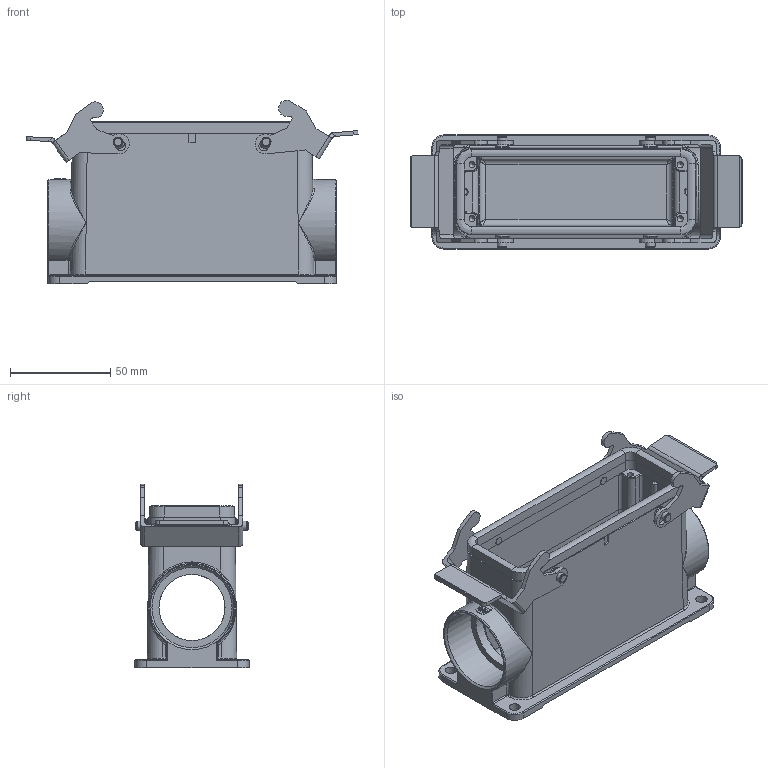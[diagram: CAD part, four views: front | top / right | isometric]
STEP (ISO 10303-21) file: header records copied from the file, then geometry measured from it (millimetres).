
FILE_DESCRIPTION((''),'2;1');
FILE_NAME('04300240278.stp','2020-07-07T15:52:11',('e.eickhoff'),(''),'Autodesk Inventor 2012','Autodesk Inventor 2012','');
FILE_SCHEMA(('AUTOMOTIVE_DESIGN { 1 0 10303 214 1 1 1 1 }'));
Length unit declared in the file: millimetre
Products named in the file (3): 04300240278; Metallbügel Quer
Assembly tree (3 placements, depth 2):
  04300240278
    04300240278
    Metallbügel Quer  x2
Bounding box: 165.81 x 57 x 91.5 mm (x, y, z)
Volume: 150903.9 mm3; surface area: 78500.1 mm2
Topology: 3 solids, 3 shells, 509 faces, 1323 edges, 831 vertices
Faces by surface type: plane 228, cylinder 181, bspline 48, torus 30, cone 18, sphere 4
Full cylindrical faces by diameter (mm): 0.66 x1, 0.78 x1, 3 x4, 4 x4, 4.8 x4, 5.6 x4, 7 x4, 33 x2, 40 x2
Entity records: 16415 total; most frequent: CARTESIAN_POINT 5346, DIRECTION 2333, ORIENTED_EDGE 2186, EDGE_CURVE 1093, AXIS2_PLACEMENT_3D 894, VERTEX_POINT 714, EDGE_LOOP 553, VECTOR 545
